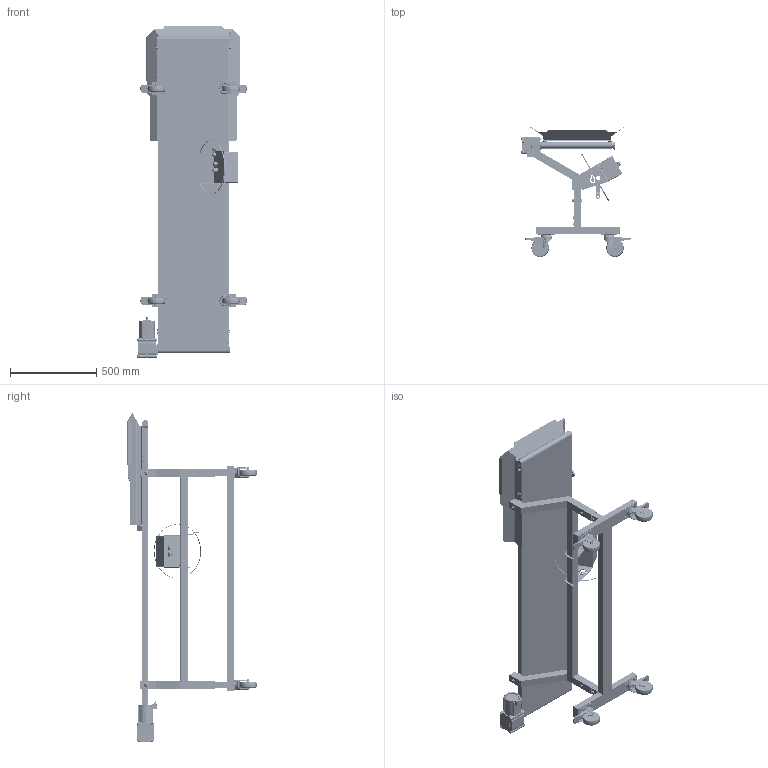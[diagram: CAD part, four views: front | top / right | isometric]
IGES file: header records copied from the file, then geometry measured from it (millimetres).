
Start section: SolidWorks IGES file using analytic representation for surfaces
Global section: file name: Outfeed_IGS.IGS; native system: SolidWorks 2019; preprocessor: SolidWorks 2019; author: KeithT; date: 220121.085721; units: inch
Bounding box: 634.9 x 750.89 x 1924.74 mm (x, y, z)
Surface area: 8836398.3 mm2 (no closed solid volume)
Topology: 0 solids, 0 shells, 13996 faces, 190104 edges, 189794 vertices
Faces by surface type: revolution 7295, bspline 6701
